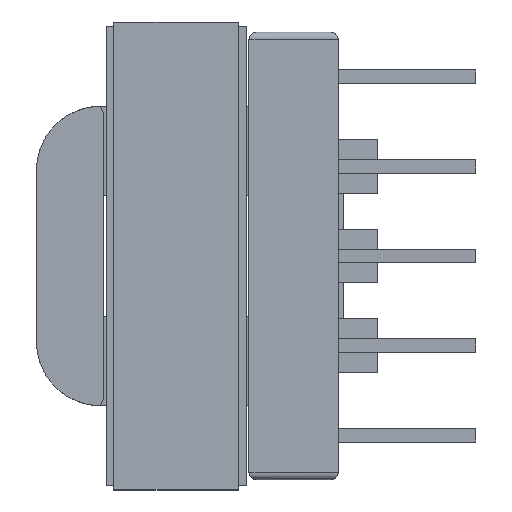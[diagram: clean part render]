
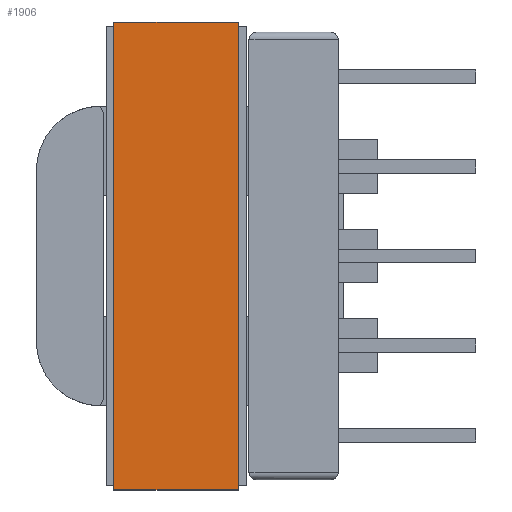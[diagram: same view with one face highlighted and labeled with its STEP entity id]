
A CAD part, left-side view. The second image highlights one B-rep face of the part: STEP entity #1906.
In plain terms, the highlighted face is planar.
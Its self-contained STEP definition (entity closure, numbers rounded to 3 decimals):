
#83 = LINE ( 'NONE', #5443, #2584 ) ;
#367 = LINE ( 'NONE', #1502, #3643 ) ;
#692 = DIRECTION ( 'NONE',  ( 0., 0., 1. ) ) ;
#831 = ORIENTED_EDGE ( 'NONE', *, *, #5299, .T. ) ;
#1009 = VECTOR ( 'NONE', #4139, 1000. ) ;
#1218 = DIRECTION ( 'NONE',  ( 0., 0., 1. ) ) ;
#1502 = CARTESIAN_POINT ( 'NONE',  ( 15.36, 0.16, 0. ) ) ;
#1583 = CARTESIAN_POINT ( 'NONE',  ( 15.36, -16.56, -4.45 ) ) ;
#1717 = DIRECTION ( 'NONE',  ( 0., 1., 0. ) ) ;
#1906 = ADVANCED_FACE ( 'NONE', ( #2442 ), #3097, .T. ) ;
#1957 = EDGE_CURVE ( 'NONE', #2631, #5055, #83, .T. ) ;
#2009 = VECTOR ( 'NONE', #692, 1000. ) ;
#2015 = DIRECTION ( 'NONE',  ( 0., 1., 0. ) ) ;
#2088 = CARTESIAN_POINT ( 'NONE',  ( 15.36, 0.16, -4.45 ) ) ;
#2124 = DIRECTION ( 'NONE',  ( 1., 0., 0. ) ) ;
#2157 = ORIENTED_EDGE ( 'NONE', *, *, #3702, .T. ) ;
#2210 = CARTESIAN_POINT ( 'NONE',  ( 15.36, 0.16, -4.45 ) ) ;
#2249 = LINE ( 'NONE', #2210, #1009 ) ;
#2442 = FACE_OUTER_BOUND ( 'NONE', #3079, .T. ) ;
#2584 = VECTOR ( 'NONE', #1218, 1000. ) ;
#2631 = VERTEX_POINT ( 'NONE', #1583 ) ;
#3044 = CARTESIAN_POINT ( 'NONE',  ( 15.36, 0.16, -4.45 ) ) ;
#3079 = EDGE_LOOP ( 'NONE', ( #4515, #4430, #2157, #831 ) ) ;
#3097 = PLANE ( 'NONE',  #3565 ) ;
#3410 = CARTESIAN_POINT ( 'NONE',  ( 15.36, -16.56, 0. ) ) ;
#3466 = CARTESIAN_POINT ( 'NONE',  ( 15.36, 0.16, -4.45 ) ) ;
#3565 = AXIS2_PLACEMENT_3D ( 'NONE', #3044, #2124, #1717 ) ;
#3643 = VECTOR ( 'NONE', #2015, 1000. ) ;
#3702 = EDGE_CURVE ( 'NONE', #2631, #5023, #2249, .T. ) ;
#4139 = DIRECTION ( 'NONE',  ( 0., 1., 0. ) ) ;
#4316 = LINE ( 'NONE', #2088, #2009 ) ;
#4430 = ORIENTED_EDGE ( 'NONE', *, *, #1957, .F. ) ;
#4515 = ORIENTED_EDGE ( 'NONE', *, *, #5816, .F. ) ;
#5023 = VERTEX_POINT ( 'NONE', #3466 ) ;
#5055 = VERTEX_POINT ( 'NONE', #3410 ) ;
#5299 = EDGE_CURVE ( 'NONE', #5023, #5597, #4316, .T. ) ;
#5443 = CARTESIAN_POINT ( 'NONE',  ( 15.36, -16.56, -4.45 ) ) ;
#5597 = VERTEX_POINT ( 'NONE', #6066 ) ;
#5816 = EDGE_CURVE ( 'NONE', #5055, #5597, #367, .T. ) ;
#6066 = CARTESIAN_POINT ( 'NONE',  ( 15.36, 0.16, 0. ) ) ;
